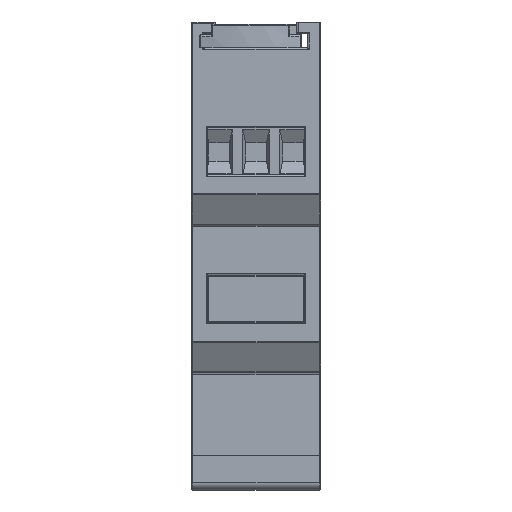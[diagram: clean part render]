
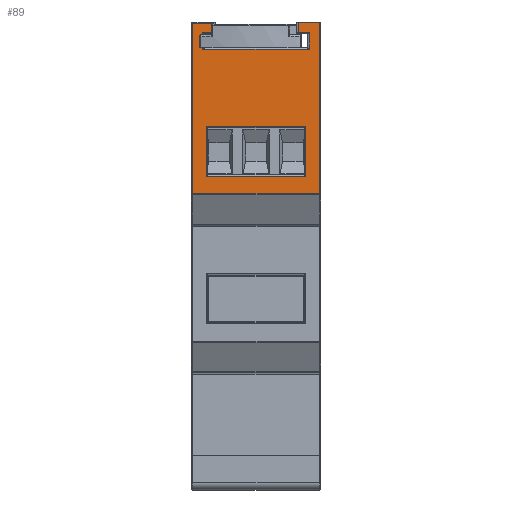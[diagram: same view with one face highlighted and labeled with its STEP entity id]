
A CAD part, left-side view. The second image highlights one B-rep face of the part: STEP entity #89.
In plain terms, the highlighted planar face has unit normal (-1, 0, 0).
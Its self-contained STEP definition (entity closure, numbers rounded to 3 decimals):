
#89 = ADVANCED_FACE ( 'NONE', ( #7944, #7948 ), #7348, .F. ) ;
#779 = EDGE_LOOP ( 'NONE', ( #1553, #1554, #1555, #1556 ) ) ;
#884 = EDGE_LOOP ( 'NONE', ( #1557, #1558, #1559, #1560, #1561, #1562, #1563, #1564, #1565, #1566, #1567, #1568 ) ) ;
#1469 = VERTEX_POINT ( 'NONE', #18724 ) ;
#1470 = VERTEX_POINT ( 'NONE', #18725 ) ;
#1471 = VERTEX_POINT ( 'NONE', #18726 ) ;
#1472 = VERTEX_POINT ( 'NONE', #18727 ) ;
#1473 = VERTEX_POINT ( 'NONE', #18728 ) ;
#1553 = ORIENTED_EDGE ( 'NONE', *, *, #25980, .T. ) ;
#1554 = ORIENTED_EDGE ( 'NONE', *, *, #26080, .T. ) ;
#1555 = ORIENTED_EDGE ( 'NONE', *, *, #26079, .T. ) ;
#1556 = ORIENTED_EDGE ( 'NONE', *, *, #26078, .T. ) ;
#1557 = ORIENTED_EDGE ( 'NONE', *, *, #26077, .F. ) ;
#1558 = ORIENTED_EDGE ( 'NONE', *, *, #26076, .T. ) ;
#1559 = ORIENTED_EDGE ( 'NONE', *, *, #26075, .T. ) ;
#1560 = ORIENTED_EDGE ( 'NONE', *, *, #26074, .T. ) ;
#1561 = ORIENTED_EDGE ( 'NONE', *, *, #26073, .T. ) ;
#1562 = ORIENTED_EDGE ( 'NONE', *, *, #26072, .T. ) ;
#1563 = ORIENTED_EDGE ( 'NONE', *, *, #26071, .T. ) ;
#1564 = ORIENTED_EDGE ( 'NONE', *, *, #26070, .T. ) ;
#1565 = ORIENTED_EDGE ( 'NONE', *, *, #26108, .T. ) ;
#1566 = ORIENTED_EDGE ( 'NONE', *, *, #26109, .T. ) ;
#1567 = ORIENTED_EDGE ( 'NONE', *, *, #26110, .T. ) ;
#1568 = ORIENTED_EDGE ( 'NONE', *, *, #26111, .T. ) ;
#2896 = VERTEX_POINT ( 'NONE', #20264 ) ;
#2947 = VERTEX_POINT ( 'NONE', #20315 ) ;
#2948 = VERTEX_POINT ( 'NONE', #20316 ) ;
#2953 = VERTEX_POINT ( 'NONE', #20321 ) ;
#2954 = VERTEX_POINT ( 'NONE', #20322 ) ;
#2955 = VERTEX_POINT ( 'NONE', #20323 ) ;
#2956 = VERTEX_POINT ( 'NONE', #20324 ) ;
#2957 = VERTEX_POINT ( 'NONE', #20325 ) ;
#2958 = VERTEX_POINT ( 'NONE', #20326 ) ;
#2971 = VERTEX_POINT ( 'NONE', #20339 ) ;
#2974 = VERTEX_POINT ( 'NONE', #20342 ) ;
#7348 = PLANE ( 'NONE',  #7581 ) ;
#7355 = CARTESIAN_POINT ( 'NONE',  ( -45., 8.75, 0. ) ) ;
#7356 = DIRECTION ( 'NONE',  ( 1., 0., 0. ) ) ;
#7357 = DIRECTION ( 'NONE',  ( 0., 0., -1. ) ) ;
#7581 = AXIS2_PLACEMENT_3D ( 'NONE', #7355, #7356, #7357 ) ;
#7944 = FACE_BOUND ( 'NONE', #779, .T. ) ;
#7948 = FACE_OUTER_BOUND ( 'NONE', #884, .T. ) ;
#18724 = CARTESIAN_POINT ( 'NONE',  ( -45., -8.55, -19.781 ) ) ;
#18725 = CARTESIAN_POINT ( 'NONE',  ( -45., 8.55, -19.781 ) ) ;
#18726 = CARTESIAN_POINT ( 'NONE',  ( -45., 8.55, 3.3 ) ) ;
#18727 = CARTESIAN_POINT ( 'NONE',  ( -45., 5.7, 3.3 ) ) ;
#18728 = CARTESIAN_POINT ( 'NONE',  ( -45., 5.7, 2.1 ) ) ;
#20264 = CARTESIAN_POINT ( 'NONE',  ( -45., 7.2, 2.1 ) ) ;
#20315 = CARTESIAN_POINT ( 'NONE',  ( -45., 7.2, -0.2 ) ) ;
#20316 = CARTESIAN_POINT ( 'NONE',  ( -45., 6.75, -17.4 ) ) ;
#20321 = CARTESIAN_POINT ( 'NONE',  ( -45., 6.75, -10.6 ) ) ;
#20322 = CARTESIAN_POINT ( 'NONE',  ( -45., -6.75, -10.6 ) ) ;
#20323 = CARTESIAN_POINT ( 'NONE',  ( -45., -8.55, 3.5 ) ) ;
#20324 = CARTESIAN_POINT ( 'NONE',  ( -45., -5.7, 2.1 ) ) ;
#20325 = CARTESIAN_POINT ( 'NONE',  ( -45., -7.2, 2.1 ) ) ;
#20326 = CARTESIAN_POINT ( 'NONE',  ( -45., -7.2, -0.2 ) ) ;
#20339 = CARTESIAN_POINT ( 'NONE',  ( -45., -5.7, 3.5 ) ) ;
#20342 = CARTESIAN_POINT ( 'NONE',  ( -45., -6.75, -17.4 ) ) ;
#24043 = DIRECTION ( 'NONE',  ( 0., 1., 0. ) ) ;
#24056 = CARTESIAN_POINT ( 'NONE',  ( -45., 6.55, -17.4 ) ) ;
#24262 = CARTESIAN_POINT ( 'NONE',  ( -45., 5.7, 0. ) ) ;
#24263 = DIRECTION ( 'NONE',  ( 0., 0., 1. ) ) ;
#24267 = CARTESIAN_POINT ( 'NONE',  ( -45., 8.75, 2.1 ) ) ;
#24271 = DIRECTION ( 'NONE',  ( 0., -1., 0. ) ) ;
#24272 = CARTESIAN_POINT ( 'NONE',  ( -45., 7.2, 0. ) ) ;
#24273 = DIRECTION ( 'NONE',  ( 0., 0., 1. ) ) ;
#24274 = CARTESIAN_POINT ( 'NONE',  ( -45., 8.75, -0.2 ) ) ;
#24275 = DIRECTION ( 'NONE',  ( 0., 1., 0. ) ) ;
#24276 = CARTESIAN_POINT ( 'NONE',  ( -45., -7.2, 0. ) ) ;
#24277 = DIRECTION ( 'NONE',  ( 0., 0., -1. ) ) ;
#24278 = CARTESIAN_POINT ( 'NONE',  ( -45., 8.75, 2.1 ) ) ;
#24279 = DIRECTION ( 'NONE',  ( 0., -1., 0. ) ) ;
#24280 = CARTESIAN_POINT ( 'NONE',  ( -45., -5.7, 0. ) ) ;
#24281 = DIRECTION ( 'NONE',  ( 0., 0., -1. ) ) ;
#24282 = CARTESIAN_POINT ( 'NONE',  ( -45., 8.75, 3.5 ) ) ;
#24283 = DIRECTION ( 'NONE',  ( 0., -1., 0. ) ) ;
#24284 = CARTESIAN_POINT ( 'NONE',  ( -45., -6.75, -17.2 ) ) ;
#24285 = DIRECTION ( 'NONE',  ( 0., 0., -1. ) ) ;
#24286 = CARTESIAN_POINT ( 'NONE',  ( -45., -6.55, -10.6 ) ) ;
#24287 = DIRECTION ( 'NONE',  ( 0., -1., 0. ) ) ;
#24288 = CARTESIAN_POINT ( 'NONE',  ( -45., 6.75, -10.8 ) ) ;
#24289 = DIRECTION ( 'NONE',  ( 0., 0., 1. ) ) ;
#24373 = DIRECTION ( 'NONE',  ( 0., 1., 0. ) ) ;
#24374 = CARTESIAN_POINT ( 'NONE',  ( -45., 8.75, 3.3 ) ) ;
#24383 = CARTESIAN_POINT ( 'NONE',  ( -45., 8.55, -19.833 ) ) ;
#24384 = DIRECTION ( 'NONE',  ( 0., 0., -1. ) ) ;
#24385 = CARTESIAN_POINT ( 'NONE',  ( -45., 8.75, -19.781 ) ) ;
#24386 = DIRECTION ( 'NONE',  ( 0., -1., 0. ) ) ;
#24387 = CARTESIAN_POINT ( 'NONE',  ( -45., -8.55, 0. ) ) ;
#24388 = DIRECTION ( 'NONE',  ( 0., 0., 1. ) ) ;
#24506 = LINE ( 'NONE', #24056, #24511 ) ;
#24511 = VECTOR ( 'NONE', #24043, 1000. ) ;
#24653 = LINE ( 'NONE', #24267, #24663 ) ;
#24659 = LINE ( 'NONE', #24262, #24661 ) ;
#24661 = VECTOR ( 'NONE', #24263, 1000. ) ;
#24662 = LINE ( 'NONE', #24272, #24665 ) ;
#24663 = VECTOR ( 'NONE', #24271, 1000. ) ;
#24664 = LINE ( 'NONE', #24274, #24667 ) ;
#24665 = VECTOR ( 'NONE', #24273, 1000. ) ;
#24666 = LINE ( 'NONE', #24276, #24669 ) ;
#24667 = VECTOR ( 'NONE', #24275, 1000. ) ;
#24668 = LINE ( 'NONE', #24278, #24671 ) ;
#24669 = VECTOR ( 'NONE', #24277, 1000. ) ;
#24670 = LINE ( 'NONE', #24280, #24673 ) ;
#24671 = VECTOR ( 'NONE', #24279, 1000. ) ;
#24672 = LINE ( 'NONE', #24282, #24675 ) ;
#24673 = VECTOR ( 'NONE', #24281, 1000. ) ;
#24674 = LINE ( 'NONE', #24284, #24677 ) ;
#24675 = VECTOR ( 'NONE', #24283, 1000. ) ;
#24676 = LINE ( 'NONE', #24286, #24679 ) ;
#24677 = VECTOR ( 'NONE', #24285, 1000. ) ;
#24678 = LINE ( 'NONE', #24288, #24681 ) ;
#24679 = VECTOR ( 'NONE', #24287, 1000. ) ;
#24681 = VECTOR ( 'NONE', #24289, 1000. ) ;
#24708 = LINE ( 'NONE', #24374, #24710 ) ;
#24709 = LINE ( 'NONE', #24383, #24712 ) ;
#24710 = VECTOR ( 'NONE', #24373, 1000. ) ;
#24711 = LINE ( 'NONE', #24385, #24714 ) ;
#24712 = VECTOR ( 'NONE', #24384, 1000. ) ;
#24713 = LINE ( 'NONE', #24387, #24716 ) ;
#24714 = VECTOR ( 'NONE', #24386, 1000. ) ;
#24716 = VECTOR ( 'NONE', #24388, 1000. ) ;
#25980 = EDGE_CURVE ( 'NONE', #2974, #2948, #24506, .T. ) ;
#26070 = EDGE_CURVE ( 'NONE', #1473, #1472, #24659, .T. ) ;
#26071 = EDGE_CURVE ( 'NONE', #2896, #1473, #24653, .T. ) ;
#26072 = EDGE_CURVE ( 'NONE', #2947, #2896, #24662, .T. ) ;
#26073 = EDGE_CURVE ( 'NONE', #2958, #2947, #24664, .T. ) ;
#26074 = EDGE_CURVE ( 'NONE', #2957, #2958, #24666, .T. ) ;
#26075 = EDGE_CURVE ( 'NONE', #2956, #2957, #24668, .T. ) ;
#26076 = EDGE_CURVE ( 'NONE', #2971, #2956, #24670, .T. ) ;
#26077 = EDGE_CURVE ( 'NONE', #2971, #2955, #24672, .T. ) ;
#26078 = EDGE_CURVE ( 'NONE', #2954, #2974, #24674, .T. ) ;
#26079 = EDGE_CURVE ( 'NONE', #2953, #2954, #24676, .T. ) ;
#26080 = EDGE_CURVE ( 'NONE', #2948, #2953, #24678, .T. ) ;
#26108 = EDGE_CURVE ( 'NONE', #1472, #1471, #24708, .T. ) ;
#26109 = EDGE_CURVE ( 'NONE', #1471, #1470, #24709, .T. ) ;
#26110 = EDGE_CURVE ( 'NONE', #1470, #1469, #24711, .T. ) ;
#26111 = EDGE_CURVE ( 'NONE', #1469, #2955, #24713, .T. ) ;
